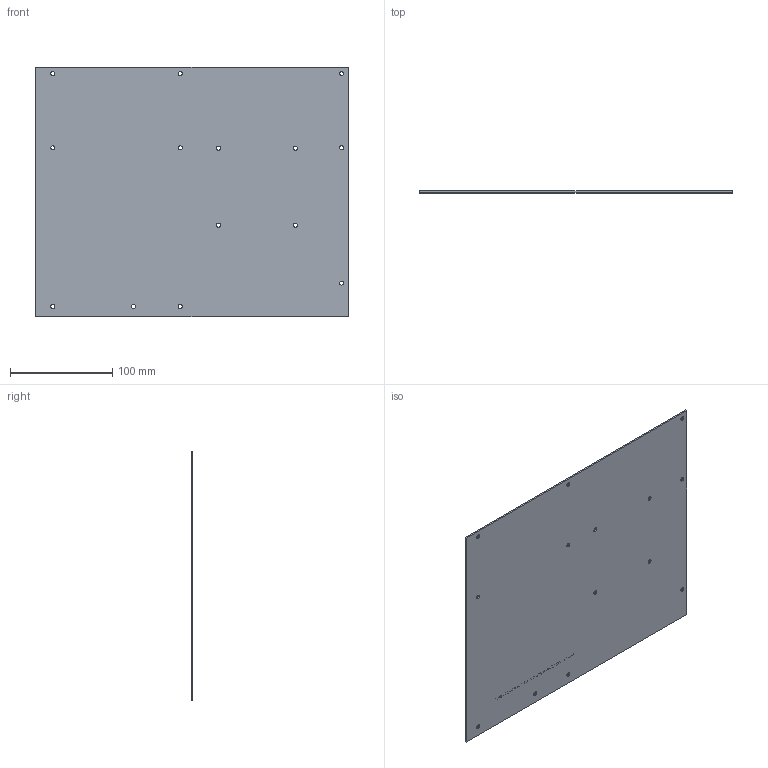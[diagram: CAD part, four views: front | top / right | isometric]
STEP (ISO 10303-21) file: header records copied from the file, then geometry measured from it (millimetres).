
FILE_DESCRIPTION((''),'2;1');
FILE_NAME('ATX_MOTHERBOARD_SPECIFICATION','2017-06-19T',('Tao'),(''),'PRO/ENGINEER BY PARAMETRIC TECHNOLOGY CORPORATION, 2016010','PRO/ENGINEER BY PARAMETRIC TECHNOLOGY CORPORATION, 2016010','');
FILE_SCHEMA(('CONFIG_CONTROL_DESIGN'));
Length unit declared in the file: millimetre
Products named in the file (1): ATX_MOTHERBOARD_SPECIFICATION
Bounding box: 304.8 x 1.57 x 243.84 mm (x, y, z)
Volume: 116370.2 mm3; surface area: 150566.3 mm2
Topology: 1 solids, 1 shells, 946 faces, 2694 edges, 1841 vertices
Faces by surface type: extrusion 558, plane 360, cylinder 28
Entity records: 32368 total; most frequent: CARTESIAN_POINT 9808, ORIENTED_EDGE 5256, DIRECTION 2984, EDGE_CURVE 2628, VECTOR 2066, VERTEX_POINT 1752, B_SPLINE_CURVE_WITH_KNOTS 1674, LINE 1508
